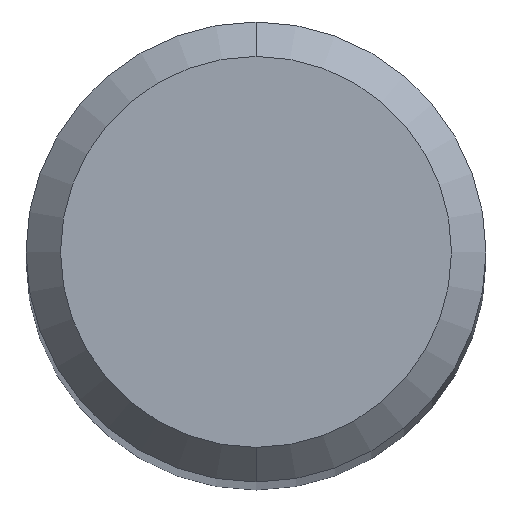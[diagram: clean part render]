
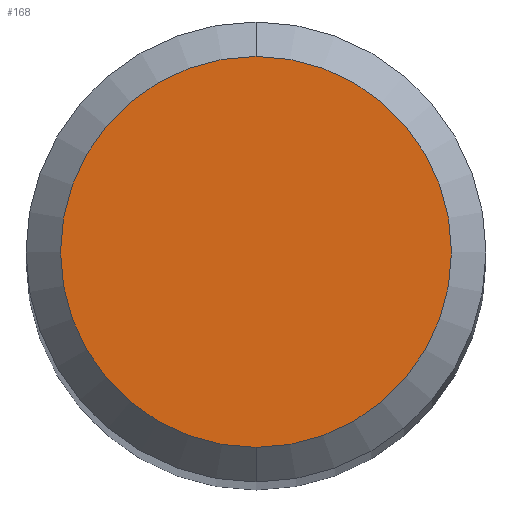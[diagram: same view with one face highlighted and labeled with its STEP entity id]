
A CAD part, top view. The second image highlights one B-rep face of the part: STEP entity #168.
In plain terms, the highlighted planar face has unit normal (0, 0, 1).
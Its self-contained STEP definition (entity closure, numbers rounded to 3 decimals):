
#150=VERTEX_POINT('',#358);
#168=ADVANCED_FACE('',(#377),#378,.T.);
#258=EDGE_CURVE('',#290,#150,#482,.T.);
#286=EDGE_CURVE('',#150,#290,#512,.T.);
#290=VERTEX_POINT('',#516);
#358=CARTESIAN_POINT('',(0.0,1.7,39.19));
#377=FACE_OUTER_BOUND('',#612,.T.);
#378=PLANE('',#613);
#482=CIRCLE('',#751,1.7);
#512=CIRCLE('',#789,1.7);
#516=CARTESIAN_POINT('',(0.,-1.7,39.19));
#612=EDGE_LOOP('',(#883,#884));
#613=AXIS2_PLACEMENT_3D('',#885,#886,#887);
#751=AXIS2_PLACEMENT_3D('',#1040,#1041,#1042);
#789=AXIS2_PLACEMENT_3D('',#1068,#1069,#1070);
#883=ORIENTED_EDGE('',*,*,#286,.F.);
#884=ORIENTED_EDGE('',*,*,#258,.F.);
#885=CARTESIAN_POINT('',(0.0,0.85,39.19));
#886=DIRECTION('',(-0.0,0.0,1.0));
#887=DIRECTION('',(0.0,-1.0,0.0));
#1040=CARTESIAN_POINT('',(0.0,0.0,39.19));
#1041=DIRECTION('',(0.0,0.0,-1.0));
#1042=DIRECTION('',(0.0,1.0,0.0));
#1068=CARTESIAN_POINT('',(0.0,0.0,39.19));
#1069=DIRECTION('',(0.0,0.0,-1.0));
#1070=DIRECTION('',(0.0,1.0,0.0));
